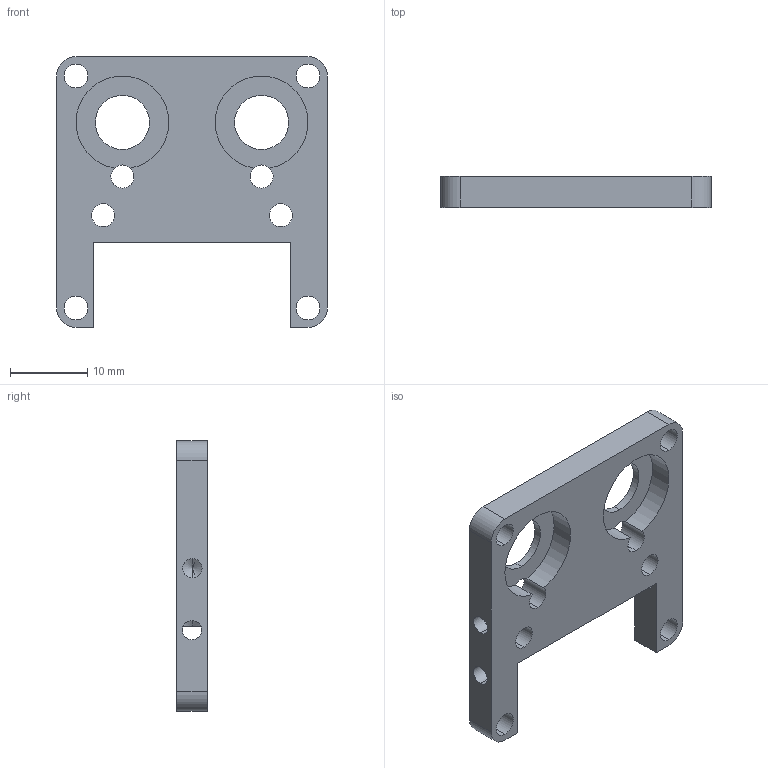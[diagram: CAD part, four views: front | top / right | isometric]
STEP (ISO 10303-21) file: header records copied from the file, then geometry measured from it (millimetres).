
FILE_DESCRIPTION (( 'STEP AP203' ), '1' );
FILE_NAME ('1307-Z2P-B Hot End Holder Top.STEP', '2013-08-25T20:07:20', ( '' ), ( '' ), 'SwSTEP 2.0', 'SolidWorks 2013', '' );
FILE_SCHEMA (( 'CONFIG_CONTROL_DESIGN' ));
Length unit declared in the file: millimetre
Products named in the file (1): 1307-Z2P-B Hot End Holder Top
Bounding box: 35 x 4 x 35 mm (x, y, z)
Volume: 2663.9 mm3; surface area: 2948.4 mm2
Topology: 1 solids, 1 shells, 53 faces, 154 edges, 99 vertices
Faces by surface type: cylinder 34, plane 12, cone 7
Entity records: 1902 total; most frequent: DIRECTION 331, CARTESIAN_POINT 330, ORIENTED_EDGE 300, EDGE_CURVE 150, AXIS2_PLACEMENT_3D 130, VERTEX_POINT 99, EDGE_LOOP 77, CIRCLE 76
